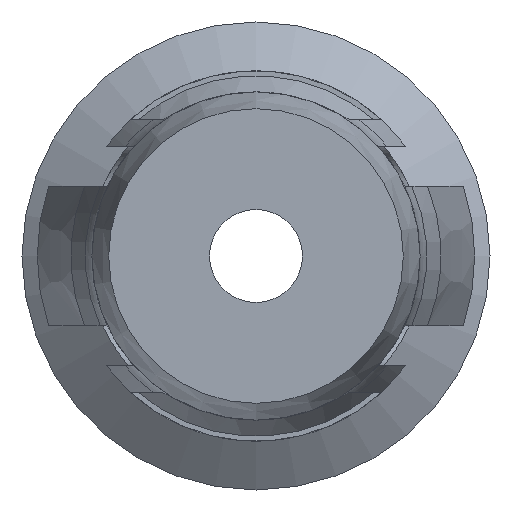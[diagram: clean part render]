
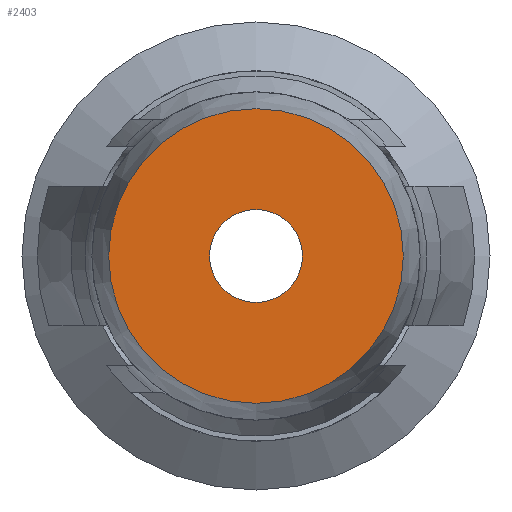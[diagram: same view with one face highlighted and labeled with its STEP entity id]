
A CAD part, left-side view. The second image highlights one B-rep face of the part: STEP entity #2403.
In plain terms, the highlighted planar face has unit normal (-1, 0, 0).
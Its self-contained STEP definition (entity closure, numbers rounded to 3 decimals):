
#401=PLANE('',#2614);
#1015=ORIENTED_EDGE('',*,*,#1605,.F.);
#1016=ORIENTED_EDGE('',*,*,#1606,.T.);
#1605=EDGE_CURVE('',#1886,#1886,#1961,.T.);
#1606=EDGE_CURVE('',#1887,#1887,#1962,.T.);
#1886=VERTEX_POINT('',#4392);
#1887=VERTEX_POINT('',#4394);
#1961=CIRCLE('',#2615,2.625);
#1962=CIRCLE('',#2616,0.828);
#2072=EDGE_LOOP('',(#1015));
#2073=EDGE_LOOP('',(#1016));
#2230=FACE_BOUND('',#2072,.T.);
#2231=FACE_BOUND('',#2073,.T.);
#2403=ADVANCED_FACE('',(#2230,#2231),#401,.F.);
#2614=AXIS2_PLACEMENT_3D('',#4390,#3103,#3104);
#2615=AXIS2_PLACEMENT_3D('',#4391,#3105,#3106);
#2616=AXIS2_PLACEMENT_3D('',#4393,#3107,#3108);
#3103=DIRECTION('',(1.,0.,0.));
#3104=DIRECTION('',(0.,0.,-1.));
#3105=DIRECTION('',(1.,0.,0.));
#3106=DIRECTION('',(0.,0.,-1.));
#3107=DIRECTION('',(1.,0.,0.));
#3108=DIRECTION('',(0.,0.,-1.));
#4390=CARTESIAN_POINT('',(-30.,0.,0.));
#4391=CARTESIAN_POINT('',(-30.,0.,0.));
#4392=CARTESIAN_POINT('',(-30.,0.,-2.625));
#4393=CARTESIAN_POINT('',(-30.,0.,0.));
#4394=CARTESIAN_POINT('',(-30.,0.,-0.828));
